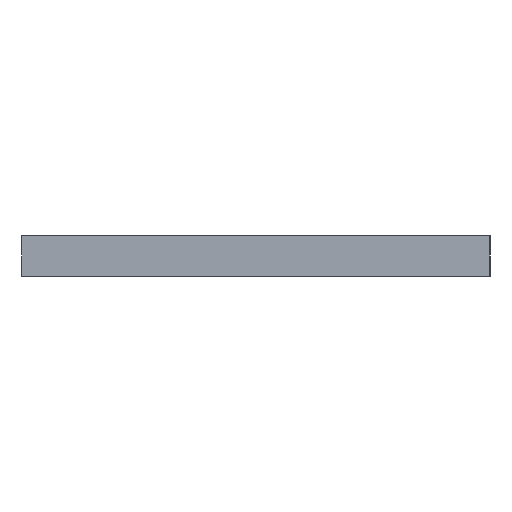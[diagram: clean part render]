
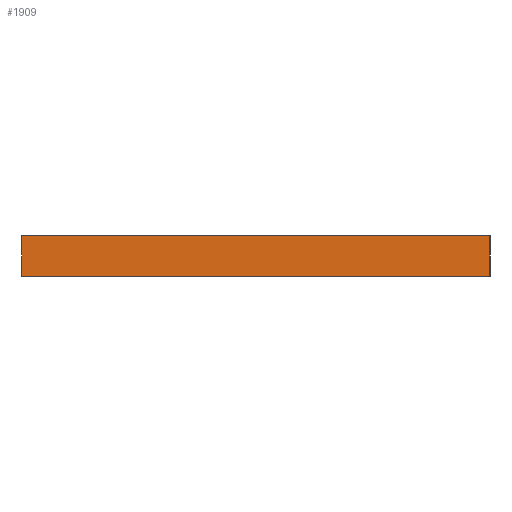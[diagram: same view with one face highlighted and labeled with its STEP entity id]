
A CAD part, left-side view. The second image highlights one B-rep face of the part: STEP entity #1909.
In plain terms, the highlighted planar face has unit normal (-1, 0, 0).
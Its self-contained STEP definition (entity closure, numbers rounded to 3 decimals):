
#60 = FACE_OUTER_BOUND ( 'NONE', #1413, .T. ) ;
#95 = DIRECTION ( 'NONE',  ( 0., -1., 0. ) ) ;
#160 = AXIS2_PLACEMENT_3D ( 'NONE', #576, #562, #1212 ) ;
#203 = CARTESIAN_POINT ( 'NONE',  ( -20.3, 8.95, 1.56 ) ) ;
#278 = ORIENTED_EDGE ( 'NONE', *, *, #2065, .T. ) ;
#279 = EDGE_CURVE ( 'NONE', #829, #922, #1370, .T. ) ;
#431 = VECTOR ( 'NONE', #939, 1000. ) ;
#468 = ORIENTED_EDGE ( 'NONE', *, *, #279, .F. ) ;
#508 = DIRECTION ( 'NONE',  ( 0., 0., -1. ) ) ;
#512 = ORIENTED_EDGE ( 'NONE', *, *, #982, .F. ) ;
#562 = DIRECTION ( 'NONE',  ( 1., 0., 0. ) ) ;
#576 = CARTESIAN_POINT ( 'NONE',  ( -20.3, 8.95, 1.56 ) ) ;
#607 = EDGE_CURVE ( 'NONE', #930, #816, #1377, .T. ) ;
#638 = CARTESIAN_POINT ( 'NONE',  ( -20.3, -8.95, 0. ) ) ;
#726 = PLANE ( 'NONE',  #160 ) ;
#816 = VERTEX_POINT ( 'NONE', #638 ) ;
#829 = VERTEX_POINT ( 'NONE', #1951 ) ;
#830 = CARTESIAN_POINT ( 'NONE',  ( -20.3, -8.95, 1.56 ) ) ;
#841 = CARTESIAN_POINT ( 'NONE',  ( -20.3, 8.95, 0. ) ) ;
#922 = VERTEX_POINT ( 'NONE', #830 ) ;
#930 = VERTEX_POINT ( 'NONE', #841 ) ;
#939 = DIRECTION ( 'NONE',  ( 0., 0., -1. ) ) ;
#982 = EDGE_CURVE ( 'NONE', #922, #816, #1327, .T. ) ;
#1206 = CARTESIAN_POINT ( 'NONE',  ( -20.3, 8.95, 0. ) ) ;
#1212 = DIRECTION ( 'NONE',  ( 0., 1., 0. ) ) ;
#1327 = LINE ( 'NONE', #1988, #1511 ) ;
#1370 = LINE ( 'NONE', #203, #1568 ) ;
#1377 = LINE ( 'NONE', #1206, #1910 ) ;
#1413 = EDGE_LOOP ( 'NONE', ( #2082, #512, #468, #278 ) ) ;
#1511 = VECTOR ( 'NONE', #508, 1000. ) ;
#1556 = LINE ( 'NONE', #1590, #431 ) ;
#1568 = VECTOR ( 'NONE', #95, 1000. ) ;
#1590 = CARTESIAN_POINT ( 'NONE',  ( -20.3, 8.95, 1.56 ) ) ;
#1731 = DIRECTION ( 'NONE',  ( 0., -1., 0. ) ) ;
#1909 = ADVANCED_FACE ( 'NONE', ( #60 ), #726, .F. ) ;
#1910 = VECTOR ( 'NONE', #1731, 1000. ) ;
#1951 = CARTESIAN_POINT ( 'NONE',  ( -20.3, 8.95, 1.56 ) ) ;
#1988 = CARTESIAN_POINT ( 'NONE',  ( -20.3, -8.95, 1.56 ) ) ;
#2065 = EDGE_CURVE ( 'NONE', #829, #930, #1556, .T. ) ;
#2082 = ORIENTED_EDGE ( 'NONE', *, *, #607, .T. ) ;
